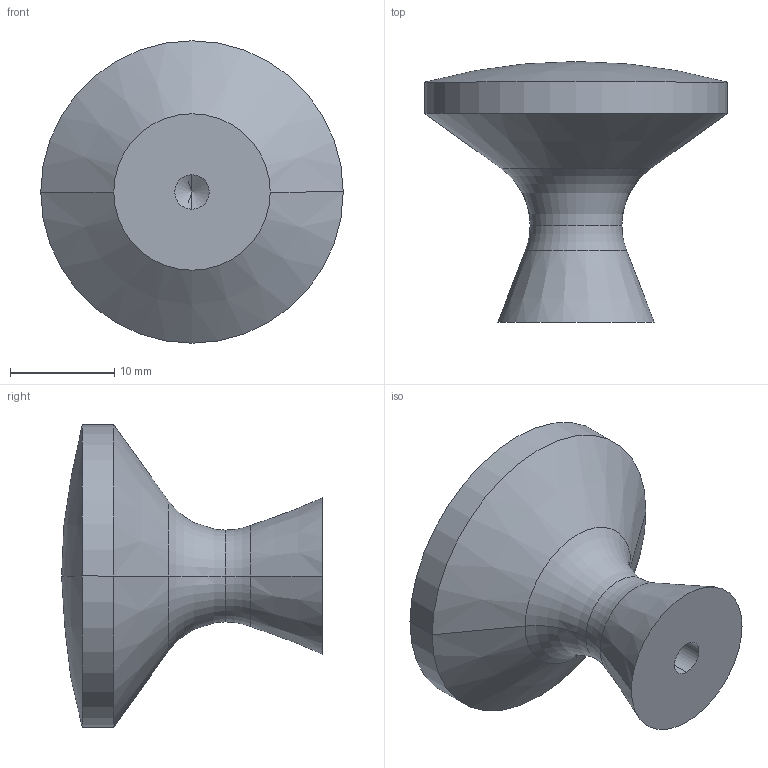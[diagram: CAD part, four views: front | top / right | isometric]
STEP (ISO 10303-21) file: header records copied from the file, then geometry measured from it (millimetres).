
FILE_DESCRIPTION (( 'STEP AP214' ), '1' );
FILE_NAME ('F001750,F001751,F001752,F001753,F001754,F001755,F001756_3D.step', '2022-07-07T08:08:05', ( '' ), ( '' ), 'SwSTEP 2.0', 'SolidWorks 2020', '' );
FILE_SCHEMA (( 'AUTOMOTIVE_DESIGN' ));
Length unit declared in the file: millimetre
Products named in the file (1): F001750,F001751,F001752,F001753,F001754,F001755,F001756_3D
Bounding box: 29 x 25 x 29 mm (x, y, z)
Volume: 6066.9 mm3; surface area: 2390.2 mm2
Topology: 1 solids, 1 shells, 17 faces, 34 edges, 18 vertices
Faces by surface type: cone 6, torus 4, cylinder 4, sphere 2, plane 1
Entity records: 484 total; most frequent: DIRECTION 90, CARTESIAN_POINT 68, ORIENTED_EDGE 64, AXIS2_PLACEMENT_3D 40, EDGE_CURVE 32, CIRCLE 22, VERTEX_POINT 18, EDGE_LOOP 18
